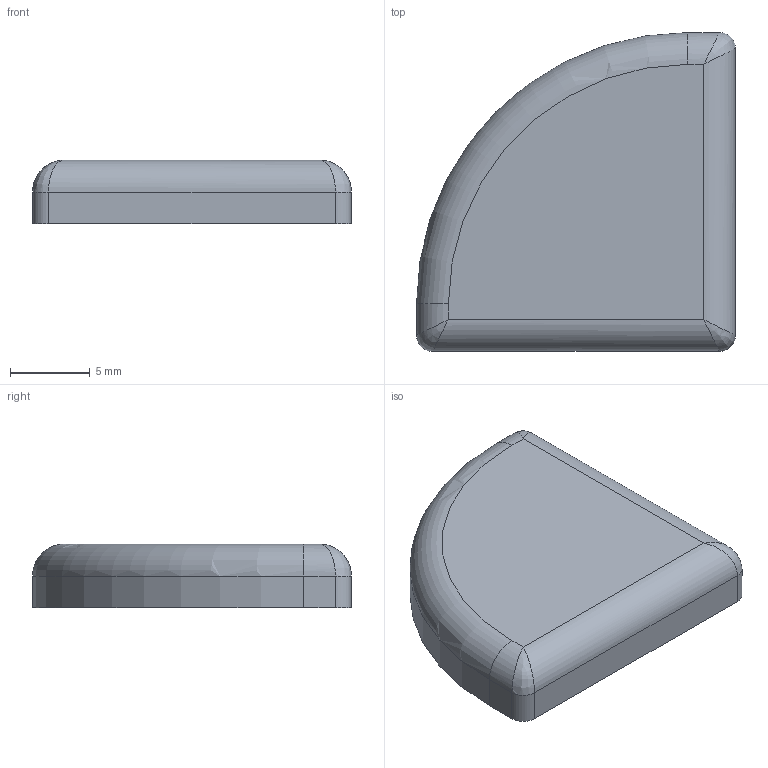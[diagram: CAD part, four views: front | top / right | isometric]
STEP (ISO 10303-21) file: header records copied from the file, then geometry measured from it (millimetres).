
FILE_DESCRIPTION(/* description */ ('Tappo 20x20 raggiato'),/* implementation_level */ '2;1');
FILE_NAME(/* name */ 'CC20-20R.stp',/* time_stamp */ '2022-06-17T14:04:19+02:00',/* author */ ('Davide'),/* organization */ (''),/* preprocessor_version */ 'ST-DEVELOPER v18.1',/* originating_system */ 'Autodesk Inventor 2021',/* authorisation */ '');
FILE_SCHEMA (('AUTOMOTIVE_DESIGN { 1 0 10303 214 3 1 1 }'));
Length unit declared in the file: millimetre
Products named in the file (1): CC20-20R
Bounding box: 20 x 20 x 4 mm (x, y, z)
Volume: 1290.2 mm3; surface area: 896.9 mm2
Topology: 1 solids, 1 shells, 18 faces, 40 edges, 21 vertices
Faces by surface type: cylinder 8, plane 6, bspline 3, torus 1
Entity records: 589 total; most frequent: CARTESIAN_POINT 164, DIRECTION 86, ORIENTED_EDGE 74, EDGE_CURVE 37, AXIS2_PLACEMENT_3D 33, VERTEX_POINT 21, LINE 20, VECTOR 20
